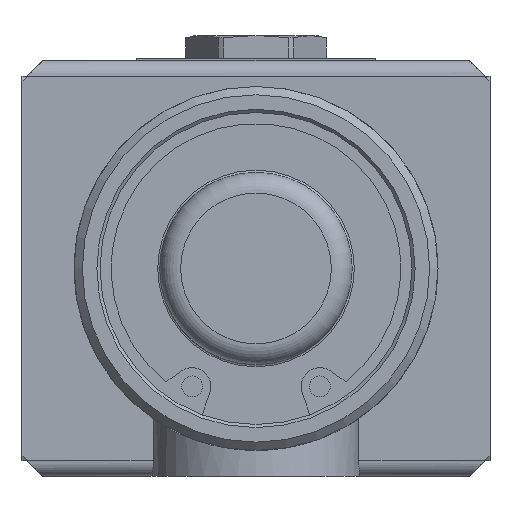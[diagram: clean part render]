
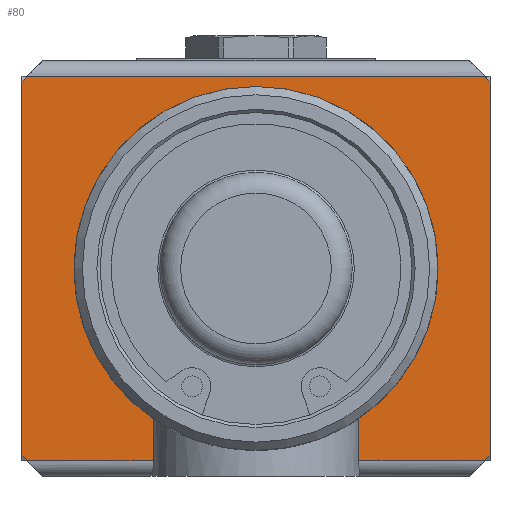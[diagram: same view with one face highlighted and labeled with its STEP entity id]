
A CAD part, front view. The second image highlights one B-rep face of the part: STEP entity #80.
In plain terms, the highlighted planar face has unit normal (0, -1, 0).
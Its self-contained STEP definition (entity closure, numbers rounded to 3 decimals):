
#80 = ADVANCED_FACE( '', ( #474 ), #475, .F. );
#474 = FACE_OUTER_BOUND( '', #1329, .T. );
#475 = PLANE( '', #1330 );
#1329 = EDGE_LOOP( '', ( #2215, #2216, #2217, #2218, #2219, #2220, #2221, #2222, #2223, #2224, #2225, #2226 ) );
#1330 = AXIS2_PLACEMENT_3D( '', #2227, #2228, #2229 );
#2215 = ORIENTED_EDGE( '', *, *, #5306, .F. );
#2216 = ORIENTED_EDGE( '', *, *, #5323, .T. );
#2217 = ORIENTED_EDGE( '', *, *, #5324, .F. );
#2218 = ORIENTED_EDGE( '', *, *, #5325, .F. );
#2219 = ORIENTED_EDGE( '', *, *, #5326, .F. );
#2220 = ORIENTED_EDGE( '', *, *, #5311, .F. );
#2221 = ORIENTED_EDGE( '', *, *, #5327, .F. );
#2222 = ORIENTED_EDGE( '', *, *, #5328, .F. );
#2223 = ORIENTED_EDGE( '', *, *, #5329, .F. );
#2224 = ORIENTED_EDGE( '', *, *, #5308, .T. );
#2225 = ORIENTED_EDGE( '', *, *, #5302, .F. );
#2226 = ORIENTED_EDGE( '', *, *, #5330, .F. );
#2227 = CARTESIAN_POINT( '', ( 0., -12., 0. ) );
#2228 = DIRECTION( '', ( 0., 1., 0. ) );
#2229 = DIRECTION( '', ( 0., 0., 1. ) );
#5302 = EDGE_CURVE( '', #6286, #6287, #6288, .T. );
#5306 = EDGE_CURVE( '', #6293, #6295, #6296, .F. );
#5308 = EDGE_CURVE( '', #6298, #6287, #6299, .F. );
#5311 = EDGE_CURVE( '', #6303, #6304, #6305, .F. );
#5323 = EDGE_CURVE( '', #6293, #6327, #6328, .F. );
#5324 = EDGE_CURVE( '', #6329, #6327, #6330, .T. );
#5325 = EDGE_CURVE( '', #6331, #6329, #6332, .T. );
#5326 = EDGE_CURVE( '', #6304, #6331, #6333, .T. );
#5327 = EDGE_CURVE( '', #6334, #6303, #6335, .T. );
#5328 = EDGE_CURVE( '', #6336, #6334, #6337, .T. );
#5329 = EDGE_CURVE( '', #6298, #6336, #6338, .T. );
#5330 = EDGE_CURVE( '', #6295, #6286, #6339, .F. );
#6286 = VERTEX_POINT( '', #7955 );
#6287 = VERTEX_POINT( '', #7956 );
#6288 = LINE( '', #7957, #7958 );
#6293 = VERTEX_POINT( '', #7976 );
#6295 = VERTEX_POINT( '', #7991 );
#6296 = LINE( '', #7992, #7993 );
#6298 = VERTEX_POINT( '', #8040 );
#6299 = LINE( '', #8041, #8042 );
#6303 = VERTEX_POINT( '', #8047 );
#6304 = VERTEX_POINT( '', #8048 );
#6305 = LINE( '', #8049, #8050 );
#6327 = VERTEX_POINT( '', #8079 );
#6328 = LINE( '', #8080, #8081 );
#6329 = VERTEX_POINT( '', #8082 );
#6330 = LINE( '', #8083, #8084 );
#6331 = VERTEX_POINT( '', #8085 );
#6332 = LINE( '', #8086, #8087 );
#6333 = LINE( '', #8088, #8089 );
#6334 = VERTEX_POINT( '', #8090 );
#6335 = LINE( '', #8091, #8092 );
#6336 = VERTEX_POINT( '', #8093 );
#6337 = LINE( '', #8094, #8095 );
#6338 = LINE( '', #8096, #8097 );
#6339 = CIRCLE( '', #8098, 17.5 );
#7955 = CARTESIAN_POINT( '', ( -9.887, -12., -14.44 ) );
#7956 = CARTESIAN_POINT( '', ( -9.887, -12., -18.5 ) );
#7957 = CARTESIAN_POINT( '', ( -9.887, -12., -12. ) );
#7958 = VECTOR( '', #10361, 1000. );
#7976 = CARTESIAN_POINT( '', ( 9.887, -12., -18.5 ) );
#7991 = CARTESIAN_POINT( '', ( 9.887, -12., -14.44 ) );
#7992 = CARTESIAN_POINT( '', ( 9.887, -12., -12. ) );
#7993 = VECTOR( '', #10365, 1000. );
#8040 = CARTESIAN_POINT( '', ( -22., -12., -18.5 ) );
#8041 = CARTESIAN_POINT( '', ( 25., -12., -18.5 ) );
#8042 = VECTOR( '', #10366, 1000. );
#8047 = CARTESIAN_POINT( '', ( -22., -12., 18.5 ) );
#8048 = CARTESIAN_POINT( '', ( 22., -12., 18.5 ) );
#8049 = CARTESIAN_POINT( '', ( 25., -12., 18.5 ) );
#8050 = VECTOR( '', #10371, 1000. );
#8079 = CARTESIAN_POINT( '', ( 22., -12., -18.5 ) );
#8080 = CARTESIAN_POINT( '', ( 25., -12., -18.5 ) );
#8081 = VECTOR( '', #10391, 1000. );
#8082 = CARTESIAN_POINT( '', ( 22.5, -12., -18. ) );
#8083 = CARTESIAN_POINT( '', ( 22.5, -12., -18. ) );
#8084 = VECTOR( '', #10392, 1000. );
#8085 = CARTESIAN_POINT( '', ( 22.5, -12., 18. ) );
#8086 = CARTESIAN_POINT( '', ( 22.5, -12., 18. ) );
#8087 = VECTOR( '', #10393, 1000. );
#8088 = CARTESIAN_POINT( '', ( 20.5, -12., 20. ) );
#8089 = VECTOR( '', #10394, 1000. );
#8090 = CARTESIAN_POINT( '', ( -22.5, -12., 18. ) );
#8091 = CARTESIAN_POINT( '', ( -22.5, -12., 18. ) );
#8092 = VECTOR( '', #10395, 1000. );
#8093 = CARTESIAN_POINT( '', ( -22.5, -12., -18. ) );
#8094 = CARTESIAN_POINT( '', ( -22.5, -12., -18. ) );
#8095 = VECTOR( '', #10396, 1000. );
#8096 = CARTESIAN_POINT( '', ( -20.5, -12., -20. ) );
#8097 = VECTOR( '', #10397, 1000. );
#8098 = AXIS2_PLACEMENT_3D( '', #10398, #10399, #10400 );
#10361 = DIRECTION( '', ( 0., 0., -1. ) );
#10365 = DIRECTION( '', ( 0., 0., -1. ) );
#10366 = DIRECTION( '', ( -1., 0., 0. ) );
#10371 = DIRECTION( '', ( -1., 0., 0. ) );
#10391 = DIRECTION( '', ( -1., 0., 0. ) );
#10392 = DIRECTION( '', ( -0.707, 0., -0.707 ) );
#10393 = DIRECTION( '', ( 0., 0., -1. ) );
#10394 = DIRECTION( '', ( 0.707, 0., -0.707 ) );
#10395 = DIRECTION( '', ( 0.707, 0., 0.707 ) );
#10396 = DIRECTION( '', ( 0., 0., 1. ) );
#10397 = DIRECTION( '', ( -0.707, 0., 0.707 ) );
#10398 = CARTESIAN_POINT( '', ( 0., -12., 0. ) );
#10399 = DIRECTION( '', ( 0., 1., 0. ) );
#10400 = DIRECTION( '', ( 0., 0., 1. ) );
